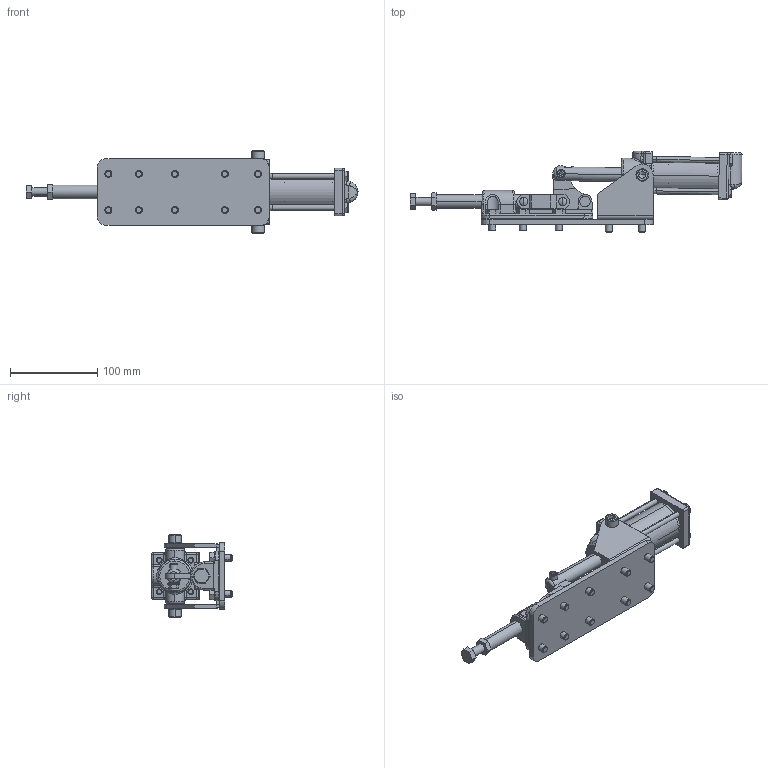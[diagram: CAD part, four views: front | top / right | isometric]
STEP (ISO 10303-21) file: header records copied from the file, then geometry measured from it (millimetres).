
FILE_DESCRIPTION (( 'STEP AP214' ), '1' );
FILE_NAME ('GH-36330-A(Â²¤Æ).STEP', '2020-07-24T05:46:44', ( 'LinWei' ), ( '' ), 'SwSTEP 2.0', 'SolidWorks 2016', '' );
FILE_SCHEMA (( 'AUTOMOTIVE_DESIGN' ));
Length unit declared in the file: millimetre
Products named in the file (8): Group7^GH-36330-A(簡化); Group6^GH-36330-A(簡化); Group5^GH-36330-A(簡化); Group4^GH-36330-A(簡化); Group2^GH-36330-A(簡化); GH-36330-A(簡化); 0303004-1^GH-36330-A(簡化); 436330M33-1^GH-36330-A(簡化)
Assembly tree (7 placements, depth 2):
  GH-36330-A(簡化)
    Group2^GH-36330-A(簡化)
    Group4^GH-36330-A(簡化)
    Group5^GH-36330-A(簡化)
    Group6^GH-36330-A(簡化)
    Group7^GH-36330-A(簡化)
    436330M33-1^GH-36330-A(簡化)
    0303004-1^GH-36330-A(簡化)
Bounding box: 380.56 x 93.18 x 95.05 mm (x, y, z)
Volume: 434483.9 mm3; surface area: 147819.8 mm2
Topology: 8 solids, 11 shells, 885 faces, 2053 edges, 1228 vertices
Faces by surface type: plane 343, cylinder 262, cone 176, torus 50, bspline 36, sphere 18
Entity records: 33122 total; most frequent: CARTESIAN_POINT 9429, DIRECTION 4088, ORIENTED_EDGE 4066, EDGE_CURVE 2033, AXIS2_PLACEMENT_3D 1608, VERTEX_POINT 1228, EDGE_LOOP 975, ADVANCED_FACE 885
